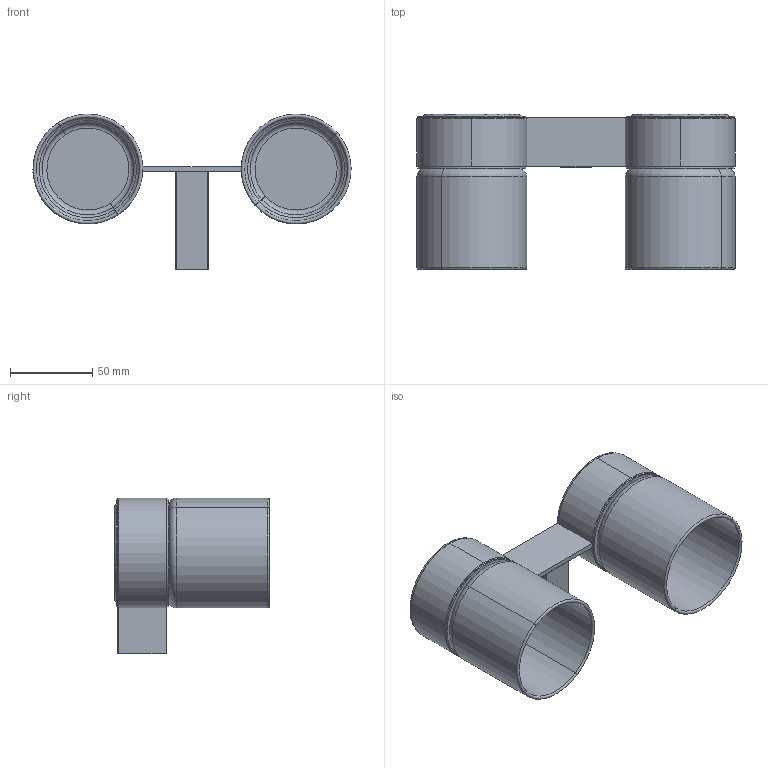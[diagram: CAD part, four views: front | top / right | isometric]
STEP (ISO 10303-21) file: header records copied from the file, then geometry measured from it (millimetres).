
FILE_DESCRIPTION (( 'STEP AP203' ), '1' );
FILE_NAME ('3384D.STEP', '2016-07-20T14:30:05', ( '微软中国' ), ( 'Microsoft' ), 'SwSTEP 2.0', 'SolidWorks 2012', '' );
FILE_SCHEMA (( 'CONFIG_CONTROL_DESIGN' ));
Length unit declared in the file: millimetre
Products named in the file (11): 圉埴芛蹟佪M4X8; 33釱; 33假蚾え; 3384D; 產薛戚; 33单杯圈塑料; 33邧戚殤; 33爾え; 33单杯圈; 33邧戚殤筵啣; 内六角凹端紧定螺丝M5X5
Assembly tree (14 placements, depth 3):
  3384D
    33假蚾え
    33釱
    圉埴芛蹟佪M4X8
    内六角凹端紧定螺丝M5X5
    33邧戚殤
      33邧戚殤筵啣
      33单杯圈  x2
      33爾え  x2
    33单杯圈塑料  x2
    產薛戚  x2
Bounding box: 194 x 94.5 x 95 mm (x, y, z)
Volume: 168613.6 mm3; surface area: 156071.2 mm2
Topology: 13 solids, 13 shells, 313 faces, 734 edges, 459 vertices
Faces by surface type: cylinder 132, plane 93, cone 50, torus 30, bspline 8
Entity records: 10791 total; most frequent: CARTESIAN_POINT 3792, ORIENTED_EDGE 1216, DIRECTION 1199, EDGE_CURVE 608, AXIS2_PLACEMENT_3D 454, VERTEX_POINT 387, LINE 291, VECTOR 291
